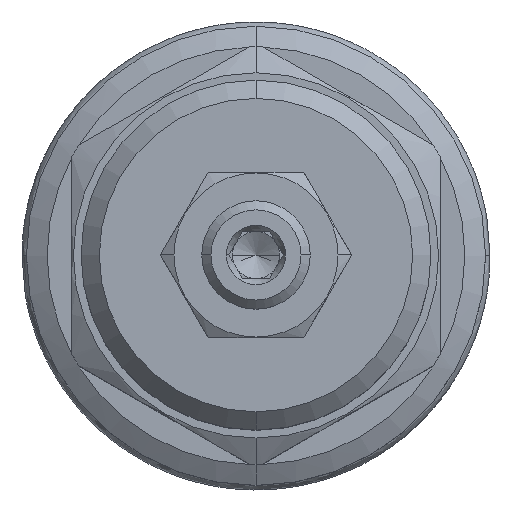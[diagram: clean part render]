
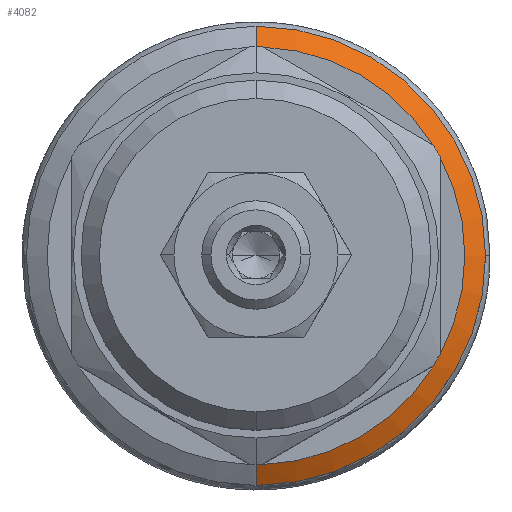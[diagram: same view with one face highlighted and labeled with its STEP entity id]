
A CAD part, top view. The second image highlights one B-rep face of the part: STEP entity #4082.
In plain terms, the highlighted conical face has half-angle 60 degrees and reference radius 18.904 mm.
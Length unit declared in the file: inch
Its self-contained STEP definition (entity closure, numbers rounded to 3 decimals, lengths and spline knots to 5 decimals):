
#602=CARTESIAN_POINT('',(0.,0.,2.8797));
#603=DIRECTION('',(0.,0.,1.));
#604=DIRECTION('',(0.85,-0.527,0.));
#605=AXIS2_PLACEMENT_3D('',#602,#603,#604);
#607=CARTESIAN_POINT('',(0.,0.,2.8797));
#608=DIRECTION('',(0.,0.,1.));
#609=DIRECTION('',(0.882,0.472,0.));
#610=AXIS2_PLACEMENT_3D('',#607,#608,#609);
#612=CARTESIAN_POINT('',(0.,0.,2.8797));
#613=DIRECTION('',(0.,0.,1.));
#614=DIRECTION('',(0.032,0.999,0.));
#615=AXIS2_PLACEMENT_3D('',#612,#613,#614);
#617=CARTESIAN_POINT('',(0.,0.,2.8797));
#618=DIRECTION('',(0.,0.,1.));
#619=DIRECTION('',(0.,-1.,0.));
#620=AXIS2_PLACEMENT_3D('',#617,#618,#619);
#622=CARTESIAN_POINT('',(0.,0.,2.8797));
#623=DIRECTION('',(0.,0.,1.));
#624=DIRECTION('',(0.032,-0.999,0.));
#625=AXIS2_PLACEMENT_3D('',#622,#623,#624);
#720=DIRECTION('',(0.,-0.866,-0.5));
#721=VECTOR('',#720,0.08141);
#722=CARTESIAN_POINT('',(0.,-0.709,2.8797));
#723=LINE('',#722,#721);
#724=DIRECTION('',(0.,0.866,-0.5));
#725=VECTOR('',#724,0.08141);
#726=CARTESIAN_POINT('',(0.,0.709,2.8797));
#727=LINE('',#726,#725);
#801=CARTESIAN_POINT('',(0.,0.,2.839));
#802=DIRECTION('',(0.,0.,1.));
#803=DIRECTION('',(0.,-1.,0.));
#804=AXIS2_PLACEMENT_3D('',#801,#802,#803);
#2615=CARTESIAN_POINT('',(0.,0.,2.8797));
#2616=DIRECTION('',(0.,0.,1.));
#2617=DIRECTION('',(0.85,0.527,0.));
#2618=AXIS2_PLACEMENT_3D('',#2615,#2616,#2617);
#2656=CARTESIAN_POINT('',(0.,0.,2.8797));
#2657=DIRECTION('',(0.,0.,1.));
#2658=DIRECTION('',(0.882,-0.472,0.));
#2659=AXIS2_PLACEMENT_3D('',#2656,#2657,#2658);
#3142=CARTESIAN_POINT('',(0.,-0.709,2.8797));
#3143=CARTESIAN_POINT('',(0.,-0.7795,2.839));
#3144=VERTEX_POINT('',#3142);
#3145=VERTEX_POINT('',#3143);
#3150=CARTESIAN_POINT('',(0.,0.709,2.8797));
#3151=CARTESIAN_POINT('',(0.,0.7795,2.839));
#3152=VERTEX_POINT('',#3150);
#3153=VERTEX_POINT('',#3151);
#3172=CARTESIAN_POINT('',(0.02262,-0.70864,
2.8797));
#3173=CARTESIAN_POINT('',(0.60239,-0.37391,
2.8797));
#3174=VERTEX_POINT('',#3172);
#3175=VERTEX_POINT('',#3173);
#3176=CARTESIAN_POINT('',(0.62501,-0.33473,
2.8797));
#3177=CARTESIAN_POINT('',(0.62501,0.33473,
2.8797));
#3178=VERTEX_POINT('',#3176);
#3179=VERTEX_POINT('',#3177);
#3180=CARTESIAN_POINT('',(0.60239,0.37391,
2.8797));
#3181=CARTESIAN_POINT('',(0.02262,0.70864,
2.8797));
#3182=VERTEX_POINT('',#3180);
#3183=VERTEX_POINT('',#3181);
#4056=CARTESIAN_POINT('',(0.,0.,2.85935));
#4057=DIRECTION('',(0.,0.,-1.));
#4058=DIRECTION('',(0.,1.,0.));
#4059=AXIS2_PLACEMENT_3D('',#4056,#4057,#4058);
#4060=CONICAL_SURFACE('',#4059,0.74425,60.);
#4062=ORIENTED_EDGE('',*,*,#4061,.T.);
#4064=ORIENTED_EDGE('',*,*,#4063,.T.);
#4066=ORIENTED_EDGE('',*,*,#4065,.T.);
#4068=ORIENTED_EDGE('',*,*,#4067,.T.);
#4070=ORIENTED_EDGE('',*,*,#4069,.T.);
#4072=ORIENTED_EDGE('',*,*,#4071,.T.);
#4074=ORIENTED_EDGE('',*,*,#4073,.T.);
#4076=ORIENTED_EDGE('',*,*,#4075,.F.);
#4078=ORIENTED_EDGE('',*,*,#4077,.F.);
#4079=ORIENTED_EDGE('',*,*,#4043,.T.);
#4080=EDGE_LOOP('',(#4062,#4064,#4066,#4068,#4070,#4072,#4074,#4076,#4078,
#4079));
#4081=FACE_OUTER_BOUND('',#4080,.F.);
#4082=ADVANCED_FACE('',(#4081),#4060,.T.);
#606=CIRCLE('',#605,0.709);
#611=CIRCLE('',#610,0.709);
#616=CIRCLE('',#615,0.709);
#621=CIRCLE('',#620,0.709);
#626=CIRCLE('',#625,0.709);
#805=CIRCLE('',#804,0.7795);
#2619=CIRCLE('',#2618,0.709);
#2660=CIRCLE('',#2659,0.709);
#4043=EDGE_CURVE('',#3144,#3174,#621,.T.);
#4061=EDGE_CURVE('',#3174,#3175,#626,.T.);
#4063=EDGE_CURVE('',#3175,#3178,#606,.T.);
#4065=EDGE_CURVE('',#3178,#3179,#2660,.T.);
#4067=EDGE_CURVE('',#3179,#3182,#611,.T.);
#4069=EDGE_CURVE('',#3182,#3183,#2619,.T.);
#4071=EDGE_CURVE('',#3183,#3152,#616,.T.);
#4073=EDGE_CURVE('',#3152,#3153,#727,.T.);
#4075=EDGE_CURVE('',#3145,#3153,#805,.T.);
#4077=EDGE_CURVE('',#3144,#3145,#723,.T.);
